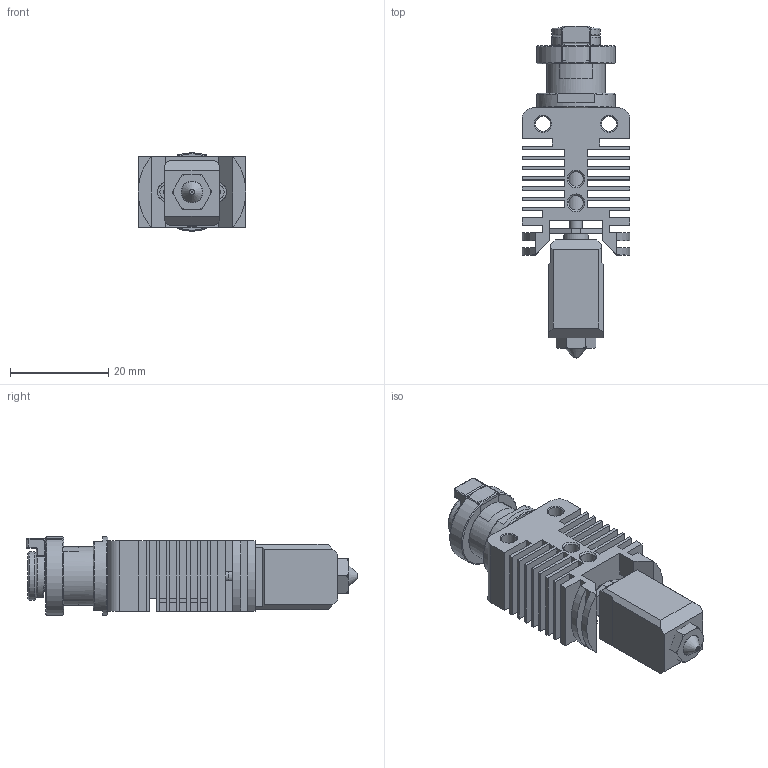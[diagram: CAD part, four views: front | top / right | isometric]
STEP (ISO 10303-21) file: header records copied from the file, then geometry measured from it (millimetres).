
FILE_DESCRIPTION(/* description */ (''),/* implementation_level */ '2;1');
FILE_NAME(/* name */ 'tz 2.0 Hotend.step',/* time_stamp */ '2024-11-05T14:08:54+02:00',/* author */ (''),/* organization */ (''),/* preprocessor_version */ 'ST-DEVELOPER v20',/* originating_system */ 'Autodesk Translation Framework v13.20.0.188',/* authorisation */ '');
FILE_SCHEMA (('AUTOMOTIVE_DESIGN { 1 0 10303 214 3 1 1 }'));
Length unit declared in the file: millimetre
Products named in the file (13): tz 2.0 Hotend; Nozzle; Top Adapter; Bowden Tube_Collet; Bowden_Clip; Heat Break; Heater Block; Heatsink; V6 Groove Mount Adapter; Bowden Tube_Collet (1); Bowden_Clip (1); Silicone Sock; V6 Nozzle
Assembly tree (12 placements, depth 4):
  tz 2.0 Hotend
    Nozzle
    Top Adapter
      Bowden Tube_Collet
        Bowden_Clip
    Heat Break
    Heater Block
    Heatsink
    V6 Groove Mount Adapter
      Bowden Tube_Collet (1)
        Bowden_Clip (1)
    Silicone Sock
    V6 Nozzle
Bounding box: 22 x 67.7 x 16 mm (x, y, z)
Volume: 9986.8 mm3; surface area: 15509.6 mm2
Topology: 13 solids, 13 shells, 708 faces, 1837 edges, 1173 vertices
Faces by surface type: plane 326, cylinder 225, torus 57, cone 47, bspline 45, sphere 8
Full cylindrical faces by diameter (mm): 0.4 x2, 1.3 x1, 1.5 x4, 2 x2, 2.3 x1, 2.5 x5, 3 x2, 3.1 x2, 3.5 x1, 3.95 x1, 4 x1, 4.1 x4, 4.744 x2, 4.917 x6, 5 x3, 5.035 x3, 5.884 x4, 6 x5, 6.1 x2, 6.147 x1, 6.446 x2, 6.5 x2, 6.779 x2, 7.866 x6, 9.8 x2, 12 x2, 16 x2
Entity records: 29935 total; most frequent: CARTESIAN_POINT 12636, ORIENTED_EDGE 3674, DIRECTION 3351, EDGE_CURVE 1837, AXIS2_PLACEMENT_3D 1180, VERTEX_POINT 1173, LINE 991, VECTOR 991
